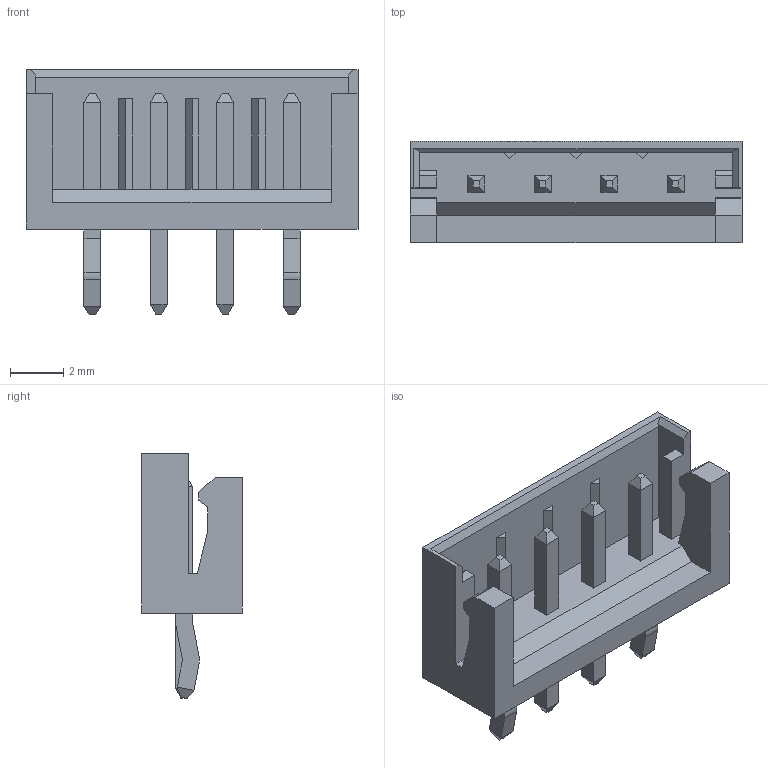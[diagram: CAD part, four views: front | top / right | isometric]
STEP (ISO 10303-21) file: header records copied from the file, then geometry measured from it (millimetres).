
FILE_DESCRIPTION( ( 'Unknown' ), '1' );
FILE_NAME( '68800411622.stp', 'Unknown', ( 'Unknown' ), ( 'Unknown' ), 'PSStep 21.0.46', 'Unknown', ' ' );
FILE_SCHEMA( ( 'AUTOMOTIVE_DESIGN { 1 0 10303 214 1 1 1 1 }' ) );
Length unit declared in the file: millimetre
Products named in the file (4): Assem1; Pin 1; Pin 2; 68800411622
Assembly tree (5 placements, depth 2):
  Assem1
    Pin 1  x2
    Pin 2  x2
    68800411622
Bounding box: 12.5 x 3.8 x 9.21 mm (x, y, z)
Volume: 114.9 mm3; surface area: 424.7 mm2
Topology: 5 solids, 5 shells, 192 faces, 490 edges, 316 vertices
Faces by surface type: plane 184, cylinder 8
Entity records: 5680 total; most frequent: CARTESIAN_POINT 790, ORIENTED_EDGE 772, DIRECTION 698, EDGE_CURVE 386, LINE 378, VECTOR 378, VERTEX_POINT 252, AXIS2_PLACEMENT_3D 160
